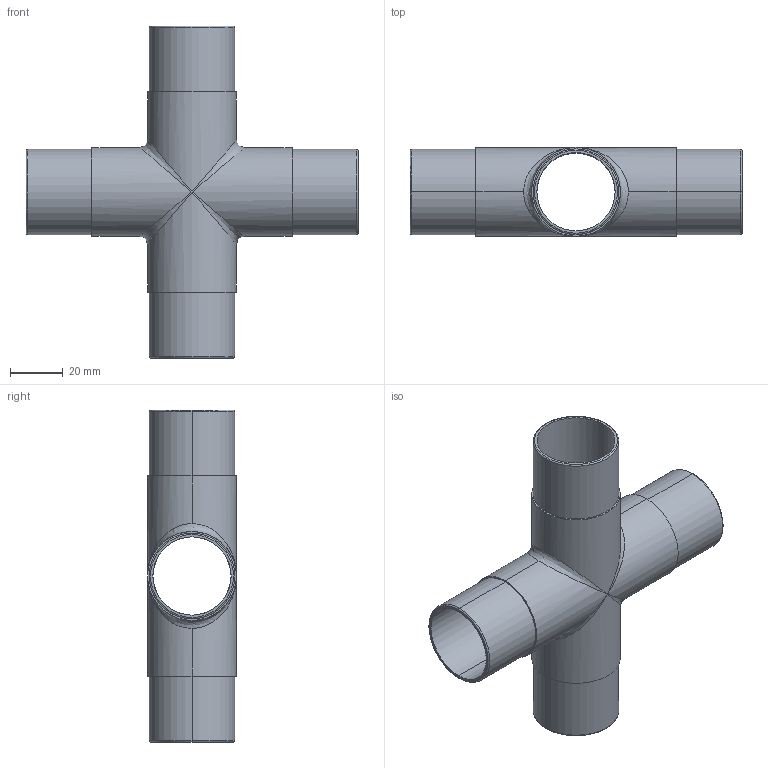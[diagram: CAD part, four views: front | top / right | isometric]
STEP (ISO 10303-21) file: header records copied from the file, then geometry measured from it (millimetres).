
FILE_DESCRIPTION (( 'STEP AP203' ), '1' );
FILE_NAME ('3D_GR1134_33.7x2_188701980.STEP', '2024-10-09T06:48:38', ( '' ), ( '' ), 'SwSTEP 2.0', 'SolidWorks 2024', '' );
FILE_SCHEMA (( 'CONFIG_CONTROL_DESIGN' ));
Length unit declared in the file: millimetre
Products named in the file (1): 3D_GR1134_33.7x2_188701980
Bounding box: 126 x 33.7 x 126 mm (x, y, z)
Volume: 35649.1 mm3; surface area: 42226.3 mm2
Topology: 1 solids, 1 shells, 48 faces, 120 edges, 60 vertices
Faces by surface type: cylinder 24, torus 8, plane 8, bspline 8
Entity records: 2205 total; most frequent: CARTESIAN_POINT 1165, ORIENTED_EDGE 208, DIRECTION 202, EDGE_CURVE 104, AXIS2_PLACEMENT_3D 89, VERTEX_POINT 60, EDGE_LOOP 56, CIRCLE 48
